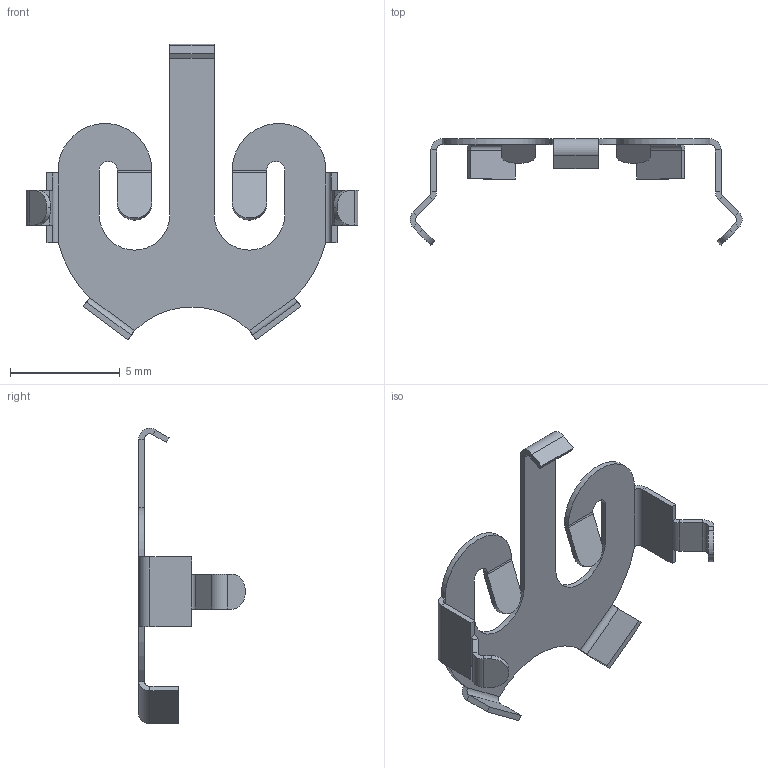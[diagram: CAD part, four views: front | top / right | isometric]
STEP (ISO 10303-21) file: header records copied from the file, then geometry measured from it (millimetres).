
FILE_DESCRIPTION (( 'STEP AP214' ), '1' );
FILE_NAME ('2895.STEP', '2019-05-13T18:11:12', ( '' ), ( '' ), 'SwSTEP 2.0', 'SolidWorks 2013', '' );
FILE_SCHEMA (( 'AUTOMOTIVE_DESIGN' ));
Length unit declared in the file: inch
Products named in the file (1): 2895
Bounding box: 15.12 x 4.85 x 13.45 mm (x, y, z)
Volume: 31.2 mm3; surface area: 275.3 mm2
Topology: 1 solids, 1 shells, 133 faces, 302 edges, 172 vertices
Faces by surface type: plane 92, cylinder 41
Entity records: 3654 total; most frequent: DIRECTION 652, CARTESIAN_POINT 608, ORIENTED_EDGE 604, EDGE_CURVE 302, VECTOR 220, LINE 220, AXIS2_PLACEMENT_3D 216, VERTEX_POINT 172
